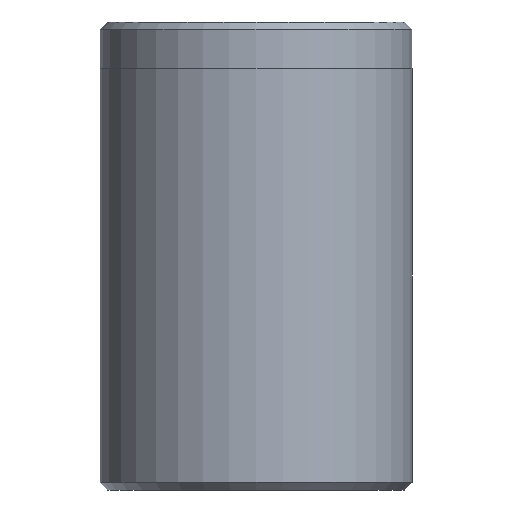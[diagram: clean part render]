
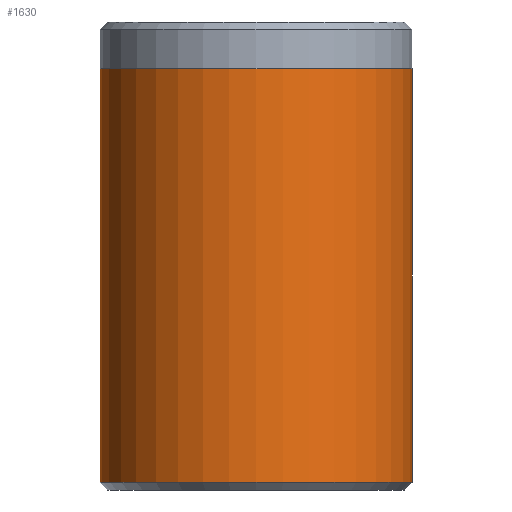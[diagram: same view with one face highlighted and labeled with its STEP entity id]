
A CAD part, front view. The second image highlights one B-rep face of the part: STEP entity #1630.
In plain terms, the highlighted cylindrical face has radius 10 mm (diameter 20 mm), a partial arc.
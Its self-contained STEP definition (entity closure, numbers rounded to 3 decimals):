
#64 = VERTEX_POINT ( 'NONE', #400 ) ;
#156 = LINE ( 'NONE', #1890, #1978 ) ;
#197 = AXIS2_PLACEMENT_3D ( 'NONE', #722, #1942, #898 ) ;
#215 = FACE_OUTER_BOUND ( 'NONE', #1187, .T. ) ;
#400 = CARTESIAN_POINT ( 'NONE',  ( -10., 0., 0.5 ) ) ;
#471 = LINE ( 'NONE', #803, #1406 ) ;
#511 = CYLINDRICAL_SURFACE ( 'NONE', #1503, 10. ) ;
#604 = CARTESIAN_POINT ( 'NONE',  ( 0., 0., 0.5 ) ) ;
#608 = ORIENTED_EDGE ( 'NONE', *, *, #764, .T. ) ;
#625 = VERTEX_POINT ( 'NONE', #766 ) ;
#673 = CARTESIAN_POINT ( 'NONE',  ( 10., 0., 27. ) ) ;
#688 = EDGE_CURVE ( 'NONE', #64, #1489, #2039, .T. ) ;
#722 = CARTESIAN_POINT ( 'NONE',  ( 0., 0., 27. ) ) ;
#764 = EDGE_CURVE ( 'NONE', #625, #64, #471, .T. ) ;
#766 = CARTESIAN_POINT ( 'NONE',  ( -10., 0., 27. ) ) ;
#780 = DIRECTION ( 'NONE',  ( 1., 0., 0. ) ) ;
#803 = CARTESIAN_POINT ( 'NONE',  ( -10., 0., 30. ) ) ;
#842 = DIRECTION ( 'NONE',  ( 0., 0., -1. ) ) ;
#861 = CIRCLE ( 'NONE', #197, 10. ) ;
#898 = DIRECTION ( 'NONE',  ( 1., 0., 0. ) ) ;
#981 = ORIENTED_EDGE ( 'NONE', *, *, #1062, .F. ) ;
#987 = CARTESIAN_POINT ( 'NONE',  ( 10., 0., 0.5 ) ) ;
#1062 = EDGE_CURVE ( 'NONE', #1092, #1489, #156, .T. ) ;
#1092 = VERTEX_POINT ( 'NONE', #673 ) ;
#1187 = EDGE_LOOP ( 'NONE', ( #981, #2033, #608, #1637 ) ) ;
#1237 = DIRECTION ( 'NONE',  ( 0., 0., -1. ) ) ;
#1331 = DIRECTION ( 'NONE',  ( 0., 0., -1. ) ) ;
#1387 = DIRECTION ( 'NONE',  ( -1., 0., 0. ) ) ;
#1406 = VECTOR ( 'NONE', #1331, 1000. ) ;
#1424 = CARTESIAN_POINT ( 'NONE',  ( 0., 0., 30. ) ) ;
#1447 = AXIS2_PLACEMENT_3D ( 'NONE', #604, #1836, #780 ) ;
#1489 = VERTEX_POINT ( 'NONE', #987 ) ;
#1503 = AXIS2_PLACEMENT_3D ( 'NONE', #1424, #1237, #1387 ) ;
#1630 = ADVANCED_FACE ( 'NONE', ( #215 ), #511, .T. ) ;
#1637 = ORIENTED_EDGE ( 'NONE', *, *, #688, .T. ) ;
#1836 = DIRECTION ( 'NONE',  ( 0., 0., 1. ) ) ;
#1890 = CARTESIAN_POINT ( 'NONE',  ( 10., 0., 30. ) ) ;
#1942 = DIRECTION ( 'NONE',  ( 0., 0., 1. ) ) ;
#1978 = VECTOR ( 'NONE', #842, 1000. ) ;
#2033 = ORIENTED_EDGE ( 'NONE', *, *, #2260, .F. ) ;
#2039 = CIRCLE ( 'NONE', #1447, 10. ) ;
#2260 = EDGE_CURVE ( 'NONE', #625, #1092, #861, .T. ) ;
